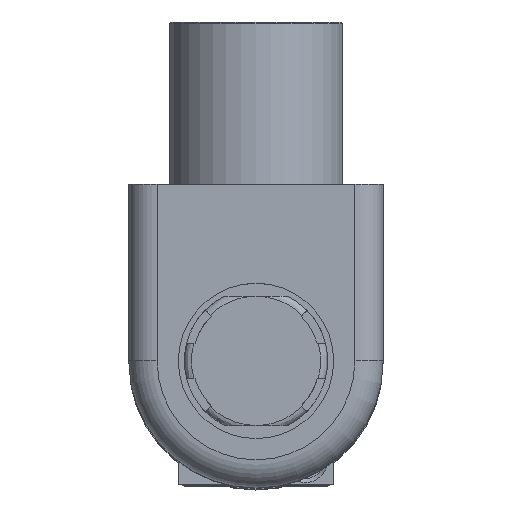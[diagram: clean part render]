
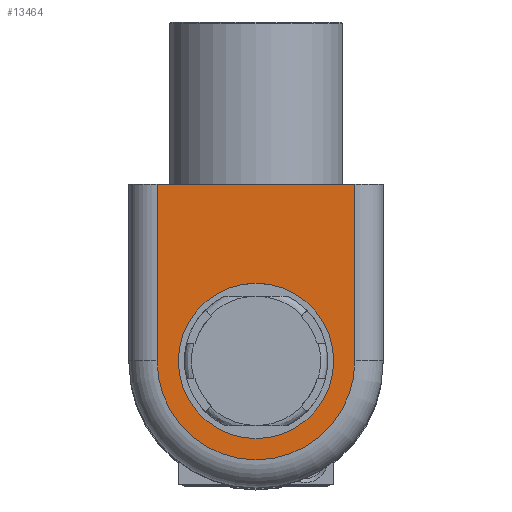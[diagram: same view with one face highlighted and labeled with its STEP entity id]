
A CAD part, top view. The second image highlights one B-rep face of the part: STEP entity #13464.
In plain terms, the highlighted planar face has unit normal (0, 0, 1).
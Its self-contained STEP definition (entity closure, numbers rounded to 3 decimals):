
#835 = CARTESIAN_POINT ( 'NONE',  ( 6.14, -11.869, 80.25 ) ) ;
#1176 = CARTESIAN_POINT ( 'NONE',  ( -21.86, -11.869, 80.25 ) ) ;
#3395 = DIRECTION ( 'NONE',  ( 0., -1., 0. ) ) ;
#4671 = ORIENTED_EDGE ( 'NONE', *, *, #5746, .F. ) ;
#4725 = ORIENTED_EDGE ( 'NONE', *, *, #13884, .F. ) ;
#4902 = DIRECTION ( 'NONE',  ( -1., 0., 0. ) ) ;
#4997 = DIRECTION ( 'NONE',  ( 0., 0., 1. ) ) ;
#5011 = ORIENTED_EDGE ( 'NONE', *, *, #12390, .T. ) ;
#5041 = ORIENTED_EDGE ( 'NONE', *, *, #28111, .T. ) ;
#5105 = CARTESIAN_POINT ( 'NONE',  ( -7.86, -11.869, 80.25 ) ) ;
#5184 = ORIENTED_EDGE ( 'NONE', *, *, #8386, .T. ) ;
#5746 = EDGE_CURVE ( 'NONE', #9650, #9235, #29193, .T. ) ;
#6035 = ORIENTED_EDGE ( 'NONE', *, *, #27727, .T. ) ;
#6297 = DIRECTION ( 'NONE',  ( 0., 1., 0. ) ) ;
#6555 = AXIS2_PLACEMENT_3D ( 'NONE', #5105, #4997, #4902 ) ;
#6854 = VECTOR ( 'NONE', #6297, 1000. ) ;
#7485 = CIRCLE ( 'NONE', #14582, 11. ) ;
#7849 = FACE_OUTER_BOUND ( 'NONE', #19354, .T. ) ;
#8008 = CARTESIAN_POINT ( 'NONE',  ( 6.14, 13.131, 80.25 ) ) ;
#8386 = EDGE_CURVE ( 'NONE', #20267, #20603, #14071, .T. ) ;
#8407 = CARTESIAN_POINT ( 'NONE',  ( -21.86, -11.869, 80.25 ) ) ;
#8594 = CARTESIAN_POINT ( 'NONE',  ( 6.14, 13.131, 80.25 ) ) ;
#9235 = VERTEX_POINT ( 'NONE', #26388 ) ;
#9650 = VERTEX_POINT ( 'NONE', #23125 ) ;
#9970 = DIRECTION ( 'NONE',  ( 0., 0., 1. ) ) ;
#10765 = CARTESIAN_POINT ( 'NONE',  ( -7.86, -11.869, 80.25 ) ) ;
#11611 = CARTESIAN_POINT ( 'NONE',  ( -7.86, -11.869, 80.25 ) ) ;
#11740 = AXIS2_PLACEMENT_3D ( 'NONE', #11611, #27430, #13880 ) ;
#12390 = EDGE_CURVE ( 'NONE', #19171, #18856, #12496, .T. ) ;
#12496 = CIRCLE ( 'NONE', #11740, 14. ) ;
#12895 = LINE ( 'NONE', #8594, #6854 ) ;
#13028 = DIRECTION ( 'NONE',  ( -1., 0., 0. ) ) ;
#13464 = ADVANCED_FACE ( 'NONE', ( #18502, #7849 ), #21270, .T. ) ;
#13880 = DIRECTION ( 'NONE',  ( -1., 0., 0. ) ) ;
#13884 = EDGE_CURVE ( 'NONE', #9235, #9650, #7485, .T. ) ;
#13985 = VECTOR ( 'NONE', #20031, 1000. ) ;
#14071 = LINE ( 'NONE', #19795, #13985 ) ;
#14582 = AXIS2_PLACEMENT_3D ( 'NONE', #10765, #26578, #13028 ) ;
#18502 = FACE_BOUND ( 'NONE', #23623, .T. ) ;
#18584 = VECTOR ( 'NONE', #3395, 1000. ) ;
#18856 = VERTEX_POINT ( 'NONE', #835 ) ;
#19171 = VERTEX_POINT ( 'NONE', #8407 ) ;
#19354 = EDGE_LOOP ( 'NONE', ( #5011, #5041, #5184, #6035 ) ) ;
#19795 = CARTESIAN_POINT ( 'NONE',  ( 10.14, 13.131, 80.25 ) ) ;
#20031 = DIRECTION ( 'NONE',  ( -1., 0., 0. ) ) ;
#20267 = VERTEX_POINT ( 'NONE', #8008 ) ;
#20603 = VERTEX_POINT ( 'NONE', #26101 ) ;
#21230 = AXIS2_PLACEMENT_3D ( 'NONE', #23547, #9970, #25803 ) ;
#21270 = PLANE ( 'NONE',  #21230 ) ;
#23125 = CARTESIAN_POINT ( 'NONE',  ( -18.86, -11.869, 80.25 ) ) ;
#23547 = CARTESIAN_POINT ( 'NONE',  ( -7.86, -11.869, 80.25 ) ) ;
#23623 = EDGE_LOOP ( 'NONE', ( #4671, #4725 ) ) ;
#23902 = LINE ( 'NONE', #1176, #18584 ) ;
#25803 = DIRECTION ( 'NONE',  ( -1., 0., 0. ) ) ;
#26101 = CARTESIAN_POINT ( 'NONE',  ( -21.86, 13.131, 80.25 ) ) ;
#26388 = CARTESIAN_POINT ( 'NONE',  ( 3.14, -11.869, 80.25 ) ) ;
#26578 = DIRECTION ( 'NONE',  ( 0., 0., 1. ) ) ;
#27430 = DIRECTION ( 'NONE',  ( 0., 0., 1. ) ) ;
#27727 = EDGE_CURVE ( 'NONE', #20603, #19171, #23902, .T. ) ;
#28111 = EDGE_CURVE ( 'NONE', #18856, #20267, #12895, .T. ) ;
#29193 = CIRCLE ( 'NONE', #6555, 11. ) ;
